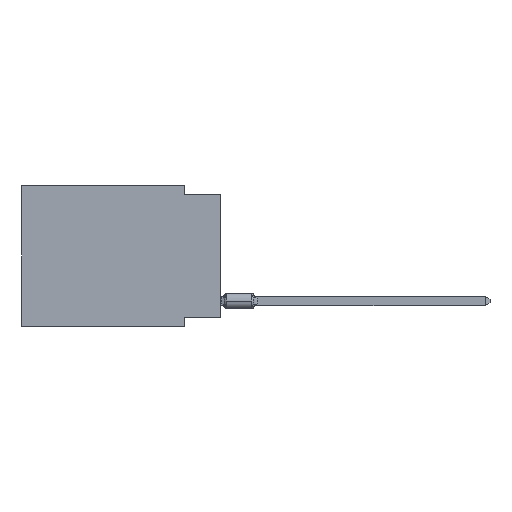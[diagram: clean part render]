
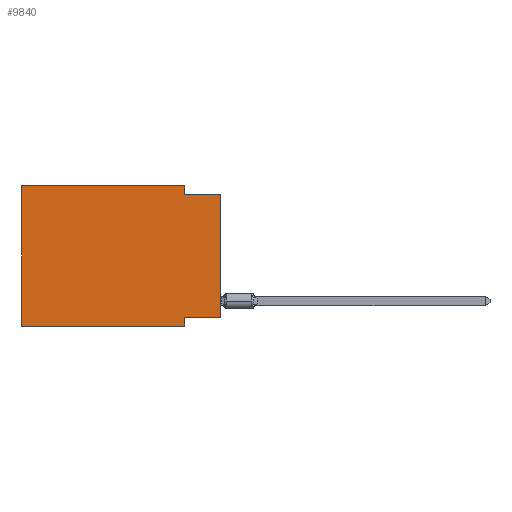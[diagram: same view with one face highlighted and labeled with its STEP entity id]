
A CAD part, left-side view. The second image highlights one B-rep face of the part: STEP entity #9840.
In plain terms, the highlighted planar face has unit normal (-1, 0, 0).
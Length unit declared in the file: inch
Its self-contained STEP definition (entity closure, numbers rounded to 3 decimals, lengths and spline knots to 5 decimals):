
#79 = DIRECTION ( 'NONE',  ( 0., -1., 0. ) ) ;
#1134 = VECTOR ( 'NONE', #52170, 39.37008 ) ;
#2567 = VERTEX_POINT ( 'NONE', #59067 ) ;
#4598 = VECTOR ( 'NONE', #79, 39.37008 ) ;
#5828 = DIRECTION ( 'NONE',  ( 0., 0., -1. ) ) ;
#6987 = VECTOR ( 'NONE', #13598, 39.37008 ) ;
#7795 = VECTOR ( 'NONE', #37830, 39.37008 ) ;
#9487 = CARTESIAN_POINT ( 'NONE',  ( 0., 0., -0.365 ) ) ;
#9840 = ADVANCED_FACE ( 'NONE', ( #20901 ), #65464, .F. ) ;
#10244 = CARTESIAN_POINT ( 'NONE',  ( 0., 0.55, 0. ) ) ;
#11641 = LINE ( 'NONE', #63205, #1134 ) ;
#13383 = CARTESIAN_POINT ( 'NONE',  ( 0., 0., -0.025 ) ) ;
#13598 = DIRECTION ( 'NONE',  ( 0., 0., 1. ) ) ;
#14887 = ORIENTED_EDGE ( 'NONE', *, *, #41869, .F. ) ;
#15031 = DIRECTION ( 'NONE',  ( 0., -1., 0. ) ) ;
#17163 = EDGE_CURVE ( 'NONE', #31994, #44140, #47317, .T. ) ;
#17199 = ORIENTED_EDGE ( 'NONE', *, *, #17834, .F. ) ;
#17834 = EDGE_CURVE ( 'NONE', #44140, #29626, #59265, .T. ) ;
#18676 = VECTOR ( 'NONE', #38063, 39.37008 ) ;
#20901 = FACE_OUTER_BOUND ( 'NONE', #30830, .T. ) ;
#21202 = CARTESIAN_POINT ( 'NONE',  ( 0., 0.1, 0. ) ) ;
#21256 = VERTEX_POINT ( 'NONE', #40472 ) ;
#22736 = VECTOR ( 'NONE', #27181, 39.37008 ) ;
#23937 = CARTESIAN_POINT ( 'NONE',  ( 0., 0.55, 0. ) ) ;
#25080 = ORIENTED_EDGE ( 'NONE', *, *, #17163, .F. ) ;
#25525 = ORIENTED_EDGE ( 'NONE', *, *, #63433, .T. ) ;
#26375 = EDGE_CURVE ( 'NONE', #2567, #21256, #55012, .T. ) ;
#26714 = EDGE_CURVE ( 'NONE', #47858, #21256, #53614, .T. ) ;
#27181 = DIRECTION ( 'NONE',  ( 0., 0., -1. ) ) ;
#27733 = CARTESIAN_POINT ( 'NONE',  ( 0., 0., -0.025 ) ) ;
#29626 = VERTEX_POINT ( 'NONE', #27733 ) ;
#30641 = DIRECTION ( 'NONE',  ( 0., -1., 0. ) ) ;
#30830 = EDGE_LOOP ( 'NONE', ( #25525, #17199, #25080, #14887, #59582, #54833, #55098, #35526 ) ) ;
#31182 = VECTOR ( 'NONE', #15031, 39.37008 ) ;
#31251 = CARTESIAN_POINT ( 'NONE',  ( 0., 0.55, 0. ) ) ;
#31994 = VERTEX_POINT ( 'NONE', #48658 ) ;
#35526 = ORIENTED_EDGE ( 'NONE', *, *, #51635, .F. ) ;
#35801 = CARTESIAN_POINT ( 'NONE',  ( 0., 0.55, 0. ) ) ;
#37830 = DIRECTION ( 'NONE',  ( 0., 0., -1. ) ) ;
#38063 = DIRECTION ( 'NONE',  ( 0., 1., 0. ) ) ;
#40472 = CARTESIAN_POINT ( 'NONE',  ( 0., 0.1, -0.39 ) ) ;
#40553 = CARTESIAN_POINT ( 'NONE',  ( 0., 0.1, -0.365 ) ) ;
#41316 = DIRECTION ( 'NONE',  ( 1., 0., 0. ) ) ;
#41869 = EDGE_CURVE ( 'NONE', #60474, #31994, #61172, .T. ) ;
#44140 = VERTEX_POINT ( 'NONE', #64198 ) ;
#44749 = EDGE_CURVE ( 'NONE', #2567, #60474, #60457, .T. ) ;
#46190 = AXIS2_PLACEMENT_3D ( 'NONE', #31251, #41316, #5828 ) ;
#47317 = LINE ( 'NONE', #21202, #22736 ) ;
#47858 = VERTEX_POINT ( 'NONE', #40553 ) ;
#48658 = CARTESIAN_POINT ( 'NONE',  ( 0., 0.1, 0. ) ) ;
#48815 = LINE ( 'NONE', #63550, #18676 ) ;
#51635 = EDGE_CURVE ( 'NONE', #52757, #47858, #48815, .T. ) ;
#52170 = DIRECTION ( 'NONE',  ( 0., 0., 1. ) ) ;
#52757 = VERTEX_POINT ( 'NONE', #9487 ) ;
#53614 = LINE ( 'NONE', #63318, #7795 ) ;
#54833 = ORIENTED_EDGE ( 'NONE', *, *, #26375, .T. ) ;
#55012 = LINE ( 'NONE', #60040, #4598 ) ;
#55098 = ORIENTED_EDGE ( 'NONE', *, *, #26714, .F. ) ;
#56718 = VECTOR ( 'NONE', #30641, 39.37008 ) ;
#59067 = CARTESIAN_POINT ( 'NONE',  ( 0., 0.55, -0.39 ) ) ;
#59265 = LINE ( 'NONE', #13383, #31182 ) ;
#59582 = ORIENTED_EDGE ( 'NONE', *, *, #44749, .F. ) ;
#60040 = CARTESIAN_POINT ( 'NONE',  ( 0., 0.55, -0.39 ) ) ;
#60457 = LINE ( 'NONE', #23937, #6987 ) ;
#60474 = VERTEX_POINT ( 'NONE', #35801 ) ;
#61172 = LINE ( 'NONE', #10244, #56718 ) ;
#63205 = CARTESIAN_POINT ( 'NONE',  ( 0., 0., 0. ) ) ;
#63318 = CARTESIAN_POINT ( 'NONE',  ( 0., 0.1, -0.39 ) ) ;
#63433 = EDGE_CURVE ( 'NONE', #52757, #29626, #11641, .T. ) ;
#63550 = CARTESIAN_POINT ( 'NONE',  ( 0., 0., -0.365 ) ) ;
#64198 = CARTESIAN_POINT ( 'NONE',  ( 0., 0.1, -0.025 ) ) ;
#65464 = PLANE ( 'NONE',  #46190 ) ;
